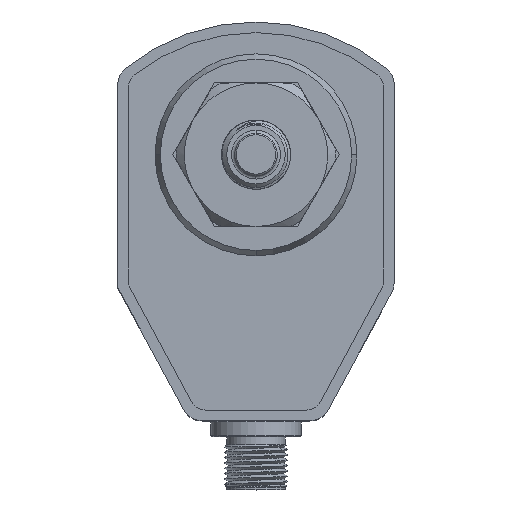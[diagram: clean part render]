
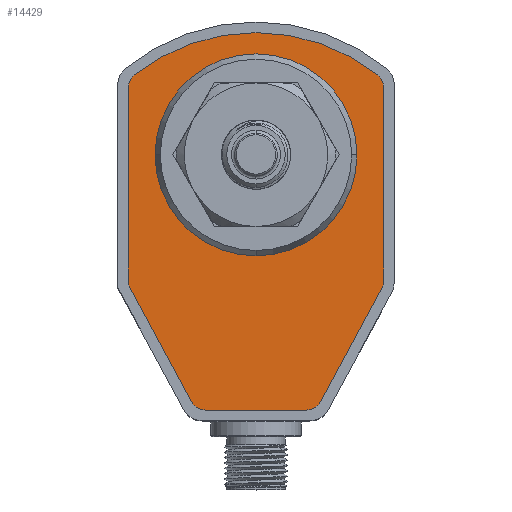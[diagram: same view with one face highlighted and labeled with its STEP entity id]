
A CAD part, top view. The second image highlights one B-rep face of the part: STEP entity #14429.
In plain terms, the highlighted planar face has unit normal (0, 0, 1).
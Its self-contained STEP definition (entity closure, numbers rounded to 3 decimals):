
#413 = LINE ( 'NONE', #26198, #26179 ) ;
#477 = VECTOR ( 'NONE', #20623, 1000. ) ;
#532 = VECTOR ( 'NONE', #13165, 1000. ) ;
#731 = DIRECTION ( 'NONE',  ( 0.475, -0.88, 0. ) ) ;
#1186 = CARTESIAN_POINT ( 'NONE',  ( -24., 37.685, 2. ) ) ;
#1445 = VERTEX_POINT ( 'NONE', #21408 ) ;
#1738 = CARTESIAN_POINT ( 'NONE',  ( -19., 25., 2. ) ) ;
#1751 = EDGE_CURVE ( 'NONE', #3834, #7136, #27718, .T. ) ;
#1913 = ORIENTED_EDGE ( 'NONE', *, *, #16077, .T. ) ;
#2021 = VERTEX_POINT ( 'NONE', #21824 ) ;
#2840 = DIRECTION ( 'NONE',  ( -1., 0., 0. ) ) ;
#2876 = EDGE_CURVE ( 'NONE', #26317, #2021, #16565, .T. ) ;
#3021 = DIRECTION ( 'NONE',  ( 0., 0., 1. ) ) ;
#3671 = DIRECTION ( 'NONE',  ( 1., 0., 0. ) ) ;
#3834 = VERTEX_POINT ( 'NONE', #12407 ) ;
#4033 = DIRECTION ( 'NONE',  ( 0., 0., 1. ) ) ;
#4205 = EDGE_CURVE ( 'NONE', #14407, #12657, #7078, .T. ) ;
#4224 = CARTESIAN_POINT ( 'NONE',  ( -12.157, -21.425, 2. ) ) ;
#4482 = CARTESIAN_POINT ( 'NONE',  ( 19., 25., 2. ) ) ;
#4671 = LINE ( 'NONE', #5085, #477 ) ;
#4851 = CARTESIAN_POINT ( 'NONE',  ( 0., 25., 2. ) ) ;
#5085 = CARTESIAN_POINT ( 'NONE',  ( -24., 37.685, 2. ) ) ;
#5169 = ORIENTED_EDGE ( 'NONE', *, *, #1751, .T. ) ;
#5170 = EDGE_LOOP ( 'NONE', ( #7962, #11239, #23381, #13338, #12265, #1913, #16476, #6329, #16842, #12160, #18231, #5169 ) ) ;
#5194 = CARTESIAN_POINT ( 'NONE',  ( 0., 6., 2. ) ) ;
#5382 = DIRECTION ( 'NONE',  ( 0., 0., 1. ) ) ;
#5704 = AXIS2_PLACEMENT_3D ( 'NONE', #23569, #16673, #7705 ) ;
#5784 = CARTESIAN_POINT ( 'NONE',  ( -9.518, -23., 2. ) ) ;
#6329 = ORIENTED_EDGE ( 'NONE', *, *, #23963, .T. ) ;
#6379 = EDGE_CURVE ( 'NONE', #2021, #3834, #16437, .T. ) ;
#6415 = EDGE_CURVE ( 'NONE', #7352, #9956, #14704, .T. ) ;
#6849 = AXIS2_PLACEMENT_3D ( 'NONE', #10964, #17672, #8724 ) ;
#7078 = CIRCLE ( 'NONE', #5704, 3. ) ;
#7105 = VECTOR ( 'NONE', #731, 1000. ) ;
#7136 = VERTEX_POINT ( 'NONE', #13836 ) ;
#7352 = VERTEX_POINT ( 'NONE', #14619 ) ;
#7561 = AXIS2_PLACEMENT_3D ( 'NONE', #18754, #18367, #2840 ) ;
#7630 = VERTEX_POINT ( 'NONE', #4482 ) ;
#7705 = DIRECTION ( 'NONE',  ( -0.88, -0.475, 0. ) ) ;
#7962 = ORIENTED_EDGE ( 'NONE', *, *, #7981, .T. ) ;
#7981 = EDGE_CURVE ( 'NONE', #7136, #21964, #20845, .T. ) ;
#8386 = DIRECTION ( 'NONE',  ( 1., 0., 0. ) ) ;
#8724 = DIRECTION ( 'NONE',  ( 0., -1., 0. ) ) ;
#9070 = DIRECTION ( 'NONE',  ( 0., 0., 1. ) ) ;
#9196 = ORIENTED_EDGE ( 'NONE', *, *, #17745, .F. ) ;
#9673 = CARTESIAN_POINT ( 'NONE',  ( 0., 11.2, 2. ) ) ;
#9956 = VERTEX_POINT ( 'NONE', #21580 ) ;
#10020 = VECTOR ( 'NONE', #3671, 1000. ) ;
#10055 = CARTESIAN_POINT ( 'NONE',  ( 0., 25., 2. ) ) ;
#10296 = DIRECTION ( 'NONE',  ( 1., 0., 0. ) ) ;
#10964 = CARTESIAN_POINT ( 'NONE',  ( 9.518, -20., 2. ) ) ;
#11014 = EDGE_CURVE ( 'NONE', #13884, #14407, #23130, .T. ) ;
#11108 = FACE_BOUND ( 'NONE', #23467, .T. ) ;
#11239 = ORIENTED_EDGE ( 'NONE', *, *, #18297, .T. ) ;
#11660 = DIRECTION ( 'NONE',  ( 0., 0., 1. ) ) ;
#12041 = ORIENTED_EDGE ( 'NONE', *, *, #23103, .F. ) ;
#12160 = ORIENTED_EDGE ( 'NONE', *, *, #2876, .T. ) ;
#12265 = ORIENTED_EDGE ( 'NONE', *, *, #4205, .T. ) ;
#12407 = CARTESIAN_POINT ( 'NONE',  ( 22.864, 40.035, 2. ) ) ;
#12455 = CIRCLE ( 'NONE', #7561, 19. ) ;
#12657 = VERTEX_POINT ( 'NONE', #20226 ) ;
#12966 = CARTESIAN_POINT ( 'NONE',  ( 24., 1.264, 2. ) ) ;
#13165 = DIRECTION ( 'NONE',  ( 0., 1., 0. ) ) ;
#13338 = ORIENTED_EDGE ( 'NONE', *, *, #11014, .T. ) ;
#13633 = DIRECTION ( 'NONE',  ( -1., 0., 0. ) ) ;
#13733 = VERTEX_POINT ( 'NONE', #1738 ) ;
#13836 = CARTESIAN_POINT ( 'NONE',  ( -22.864, 40.035, 2. ) ) ;
#13884 = VERTEX_POINT ( 'NONE', #15998 ) ;
#13887 = AXIS2_PLACEMENT_3D ( 'NONE', #14826, #19173, #15118 ) ;
#14407 = VERTEX_POINT ( 'NONE', #4224 ) ;
#14429 = ADVANCED_FACE ( 'NONE', ( #21174, #11108 ), #21611, .T. ) ;
#14619 = CARTESIAN_POINT ( 'NONE',  ( 9.518, -23., 2. ) ) ;
#14704 = CIRCLE ( 'NONE', #6849, 3. ) ;
#14826 = CARTESIAN_POINT ( 'NONE',  ( 21., 1.264, 2. ) ) ;
#15118 = DIRECTION ( 'NONE',  ( 0.88, -0.475, 0. ) ) ;
#15319 = EDGE_CURVE ( 'NONE', #13733, #27481, #12455, .T. ) ;
#15740 = CARTESIAN_POINT ( 'NONE',  ( 23.64, -0.162, 2. ) ) ;
#15944 = LINE ( 'NONE', #5784, #10020 ) ;
#15998 = CARTESIAN_POINT ( 'NONE',  ( -23.64, -0.162, 2. ) ) ;
#16077 = EDGE_CURVE ( 'NONE', #12657, #7352, #15944, .T. ) ;
#16113 = CIRCLE ( 'NONE', #13887, 3. ) ;
#16437 = CIRCLE ( 'NONE', #26612, 3. ) ;
#16476 = ORIENTED_EDGE ( 'NONE', *, *, #6415, .T. ) ;
#16565 = LINE ( 'NONE', #12966, #532 ) ;
#16582 = DIRECTION ( 'NONE',  ( 1., 0., 0. ) ) ;
#16673 = DIRECTION ( 'NONE',  ( 0., 0., 1. ) ) ;
#16842 = ORIENTED_EDGE ( 'NONE', *, *, #18911, .T. ) ;
#17672 = DIRECTION ( 'NONE',  ( 0., 0., 1. ) ) ;
#17745 = EDGE_CURVE ( 'NONE', #27481, #7630, #17905, .T. ) ;
#17905 = CIRCLE ( 'NONE', #18889, 19. ) ;
#18231 = ORIENTED_EDGE ( 'NONE', *, *, #6379, .T. ) ;
#18297 = EDGE_CURVE ( 'NONE', #21964, #1445, #4671, .T. ) ;
#18367 = DIRECTION ( 'NONE',  ( 0., 0., 1. ) ) ;
#18542 = AXIS2_PLACEMENT_3D ( 'NONE', #24728, #9070, #13633 ) ;
#18754 = CARTESIAN_POINT ( 'NONE',  ( 0., 25., 2. ) ) ;
#18830 = DIRECTION ( 'NONE',  ( -0.621, 0.784, 0. ) ) ;
#18889 = AXIS2_PLACEMENT_3D ( 'NONE', #4851, #11660, #22555 ) ;
#18911 = EDGE_CURVE ( 'NONE', #19633, #26317, #16113, .T. ) ;
#19173 = DIRECTION ( 'NONE',  ( 0., 0., 1. ) ) ;
#19226 = CIRCLE ( 'NONE', #22531, 19. ) ;
#19550 = CARTESIAN_POINT ( 'NONE',  ( 0., 0., 2. ) ) ;
#19633 = VERTEX_POINT ( 'NONE', #15740 ) ;
#20226 = CARTESIAN_POINT ( 'NONE',  ( -9.518, -23., 2. ) ) ;
#20607 = EDGE_CURVE ( 'NONE', #1445, #13884, #21050, .T. ) ;
#20623 = DIRECTION ( 'NONE',  ( 0., -1., 0. ) ) ;
#20845 = CIRCLE ( 'NONE', #22349, 3. ) ;
#20919 = CARTESIAN_POINT ( 'NONE',  ( -23.64, -0.162, 2. ) ) ;
#20968 = CARTESIAN_POINT ( 'NONE',  ( -21., 37.685, 2. ) ) ;
#21050 = CIRCLE ( 'NONE', #18542, 3. ) ;
#21144 = DIRECTION ( 'NONE',  ( 0.621, 0.784, 0. ) ) ;
#21174 = FACE_OUTER_BOUND ( 'NONE', #5170, .T. ) ;
#21279 = CARTESIAN_POINT ( 'NONE',  ( 21., 37.685, 2. ) ) ;
#21285 = ORIENTED_EDGE ( 'NONE', *, *, #15319, .F. ) ;
#21408 = CARTESIAN_POINT ( 'NONE',  ( -24., 1.264, 2. ) ) ;
#21580 = CARTESIAN_POINT ( 'NONE',  ( 12.157, -21.425, 2. ) ) ;
#21611 = PLANE ( 'NONE',  #21703 ) ;
#21703 = AXIS2_PLACEMENT_3D ( 'NONE', #19550, #4033, #8386 ) ;
#21824 = CARTESIAN_POINT ( 'NONE',  ( 24., 37.685, 2. ) ) ;
#21964 = VERTEX_POINT ( 'NONE', #1186 ) ;
#22349 = AXIS2_PLACEMENT_3D ( 'NONE', #20968, #3021, #18830 ) ;
#22531 = AXIS2_PLACEMENT_3D ( 'NONE', #10055, #5382, #16582 ) ;
#22555 = DIRECTION ( 'NONE',  ( -1., 0., 0. ) ) ;
#23103 = EDGE_CURVE ( 'NONE', #7630, #13733, #19226, .T. ) ;
#23130 = LINE ( 'NONE', #20919, #7105 ) ;
#23381 = ORIENTED_EDGE ( 'NONE', *, *, #20607, .T. ) ;
#23467 = EDGE_LOOP ( 'NONE', ( #12041, #9196, #21285 ) ) ;
#23569 = CARTESIAN_POINT ( 'NONE',  ( -9.518, -20., 2. ) ) ;
#23629 = DIRECTION ( 'NONE',  ( 0., 0., 1. ) ) ;
#23963 = EDGE_CURVE ( 'NONE', #9956, #19633, #413, .T. ) ;
#24728 = CARTESIAN_POINT ( 'NONE',  ( -21., 1.264, 2. ) ) ;
#25242 = DIRECTION ( 'NONE',  ( 0., 0., 1. ) ) ;
#25441 = AXIS2_PLACEMENT_3D ( 'NONE', #9673, #25242, #21144 ) ;
#26179 = VECTOR ( 'NONE', #26585, 1000. ) ;
#26198 = CARTESIAN_POINT ( 'NONE',  ( 12.157, -21.425, 2. ) ) ;
#26317 = VERTEX_POINT ( 'NONE', #27155 ) ;
#26585 = DIRECTION ( 'NONE',  ( 0.475, 0.88, 0. ) ) ;
#26612 = AXIS2_PLACEMENT_3D ( 'NONE', #21279, #23629, #10296 ) ;
#27155 = CARTESIAN_POINT ( 'NONE',  ( 24., 1.264, 2. ) ) ;
#27481 = VERTEX_POINT ( 'NONE', #5194 ) ;
#27718 = CIRCLE ( 'NONE', #25441, 36.8 ) ;
